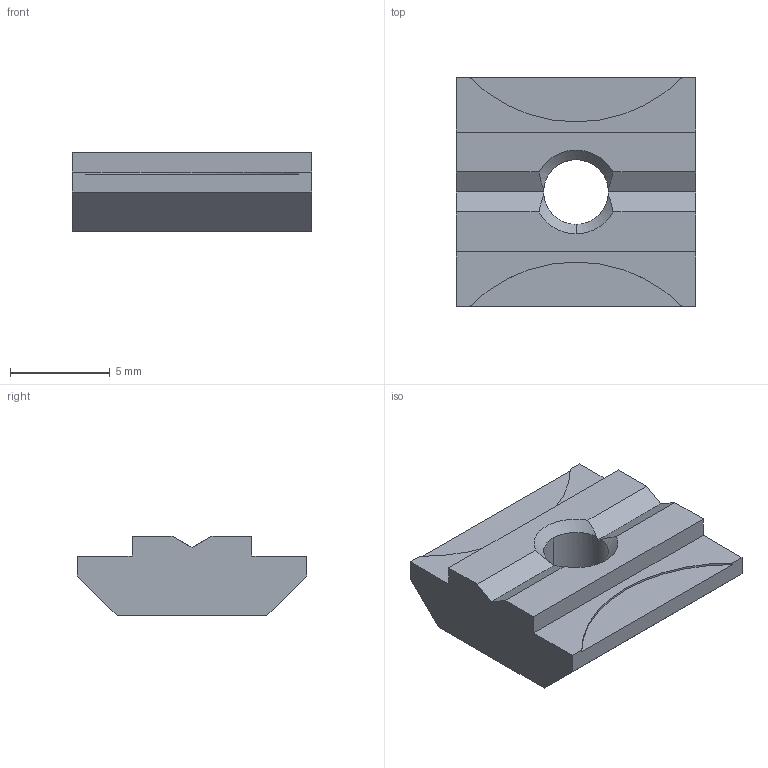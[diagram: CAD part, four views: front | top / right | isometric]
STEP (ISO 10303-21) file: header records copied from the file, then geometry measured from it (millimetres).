
FILE_DESCRIPTION (( 'STEP AP203' ), '1' );
FILE_NAME ('3_842_523_140_Bosch.step', '2024-06-04T13:31:49', ( '' ), ( '' ), 'SwSTEP 2.0', 'SolidWorks 2014', '' );
FILE_SCHEMA (( 'CONFIG_CONTROL_DESIGN' ));
Length unit declared in the file: millimetre
Products named in the file (1): 3_842_523_140_Bosch
Bounding box: 12 x 11.5 x 4 mm (x, y, z)
Volume: 394.3 mm3; surface area: 437.2 mm2
Topology: 1 solids, 1 shells, 28 faces, 78 edges, 51 vertices
Faces by surface type: plane 19, cone 5, cylinder 4
Entity records: 974 total; most frequent: CARTESIAN_POINT 182, ORIENTED_EDGE 156, DIRECTION 143, EDGE_CURVE 78, LINE 55, VECTOR 55, VERTEX_POINT 51, AXIS2_PLACEMENT_3D 44
